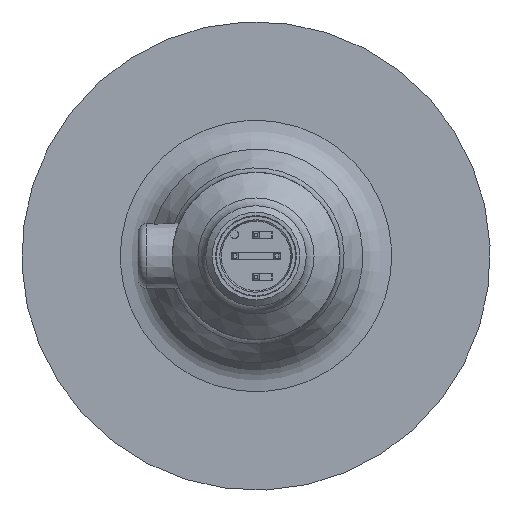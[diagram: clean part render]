
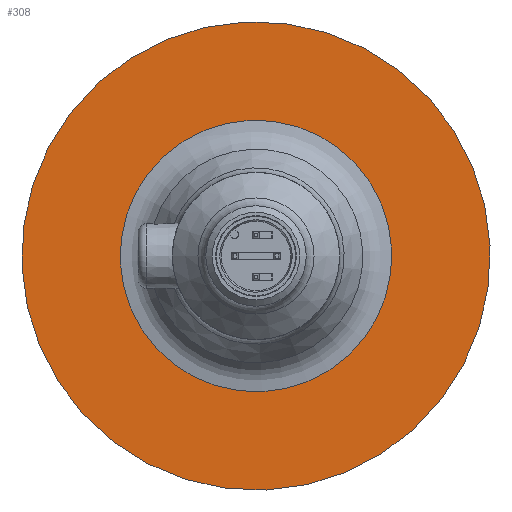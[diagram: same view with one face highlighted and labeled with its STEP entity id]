
A CAD part, left-side view. The second image highlights one B-rep face of the part: STEP entity #308.
In plain terms, the highlighted planar face has unit normal (-1, 0, 0).
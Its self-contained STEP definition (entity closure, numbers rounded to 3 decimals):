
#308 = ADVANCED_FACE( '', ( #651, #652 ), #653, .T. );
#651 = FACE_BOUND( '', #1005, .T. );
#652 = FACE_OUTER_BOUND( '', #1006, .T. );
#653 = PLANE( '', #1007 );
#1005 = EDGE_LOOP( '', ( #1822 ) );
#1006 = EDGE_LOOP( '', ( #1823 ) );
#1007 = AXIS2_PLACEMENT_3D( '', #1824, #1825, #1826 );
#1822 = ORIENTED_EDGE( '', *, *, #2165, .T. );
#1823 = ORIENTED_EDGE( '', *, *, #2310, .T. );
#1824 = CARTESIAN_POINT( '', ( -10., 5.329, 12.866 ) );
#1825 = DIRECTION( '', ( -1., 0., 0. ) );
#1826 = DIRECTION( '', ( 0., 0.383, 0.924 ) );
#2165 = EDGE_CURVE( '', #2648, #2648, #2649, .F. );
#2310 = EDGE_CURVE( '', #2837, #2837, #2838, .T. );
#2648 = VERTEX_POINT( '', #3340 );
#2649 = CIRCLE( '', #3341, 16.235 );
#2837 = VERTEX_POINT( '', #3592 );
#2838 = CIRCLE( '', #3593, 28. );
#3340 = CARTESIAN_POINT( '', ( -10., 6.213, 15. ) );
#3341 = AXIS2_PLACEMENT_3D( '', #3864, #3865, #3866 );
#3592 = CARTESIAN_POINT( '', ( -10., 10.715, 25.869 ) );
#3593 = AXIS2_PLACEMENT_3D( '', #4011, #4012, #4013 );
#3864 = CARTESIAN_POINT( '', ( -10., 0., 0. ) );
#3865 = DIRECTION( '', ( -1., 0., 0. ) );
#3866 = DIRECTION( '', ( 0., 0.383, 0.924 ) );
#4011 = CARTESIAN_POINT( '', ( -10., 0., 0. ) );
#4012 = DIRECTION( '', ( -1., 0., 0. ) );
#4013 = DIRECTION( '', ( 0., 0.383, 0.924 ) );
